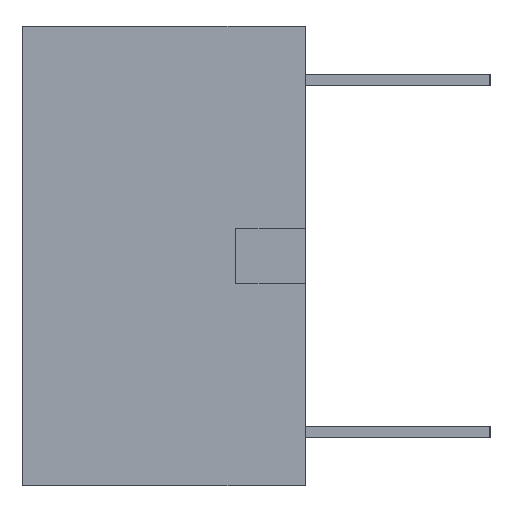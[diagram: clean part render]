
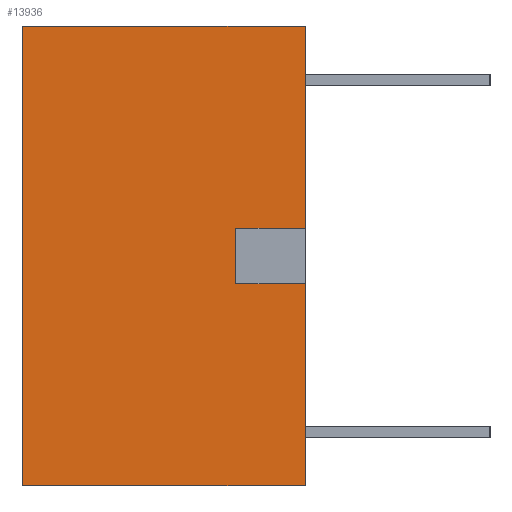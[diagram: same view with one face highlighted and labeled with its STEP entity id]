
A CAD part, left-side view. The second image highlights one B-rep face of the part: STEP entity #13936.
In plain terms, the highlighted planar face has unit normal (-1, 0, 0).
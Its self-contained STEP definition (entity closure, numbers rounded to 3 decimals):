
#3150 = VECTOR ( 'NONE', #19359, 1000. ) ;
#3151 = VECTOR ( 'NONE', #19363, 1000. ) ;
#3152 = VECTOR ( 'NONE', #19366, 1000. ) ;
#3153 = VECTOR ( 'NONE', #19369, 1000. ) ;
#3160 = VECTOR ( 'NONE', #19390, 1000. ) ;
#3166 = VECTOR ( 'NONE', #19408, 1000. ) ;
#3351 = FACE_OUTER_BOUND ( 'NONE', #9633, .T. ) ;
#3354 = AXIS2_PLACEMENT_3D ( 'NONE', #19952, #19953, #19954 ) ;
#7261 = LINE ( 'NONE', #7262, #15823 ) ;
#7262 = CARTESIAN_POINT ( 'NONE',  ( -10.02, 0., 0. ) ) ;
#7263 = DIRECTION ( 'NONE',  ( 0., 0., 1. ) ) ;
#7279 = LINE ( 'NONE', #7280, #15829 ) ;
#7280 = CARTESIAN_POINT ( 'NONE',  ( -10.02, -6.12, 0. ) ) ;
#7281 = DIRECTION ( 'NONE',  ( 0., 0., 1. ) ) ;
#7928 = EDGE_CURVE ( 'NONE', #9333, #9339, #7261, .T. ) ;
#7934 = EDGE_CURVE ( 'NONE', #9334, #9329, #7279, .T. ) ;
#9327 = VERTEX_POINT ( 'NONE', #16810 ) ;
#9328 = VERTEX_POINT ( 'NONE', #16811 ) ;
#9329 = VERTEX_POINT ( 'NONE', #16812 ) ;
#9330 = VERTEX_POINT ( 'NONE', #16813 ) ;
#9333 = VERTEX_POINT ( 'NONE', #16816 ) ;
#9334 = VERTEX_POINT ( 'NONE', #16817 ) ;
#9338 = VERTEX_POINT ( 'NONE', #16821 ) ;
#9339 = VERTEX_POINT ( 'NONE', #16822 ) ;
#9633 = EDGE_LOOP ( 'NONE', ( #15945, #15947, #15946, #15948, #15949, #15950, #15951, #15952 ) ) ;
#13039 = EDGE_CURVE ( 'NONE', #9327, #9338, #19357, .T. ) ;
#13040 = EDGE_CURVE ( 'NONE', #9328, #9327, #19361, .T. ) ;
#13041 = EDGE_CURVE ( 'NONE', #9330, #9329, #19364, .T. ) ;
#13042 = EDGE_CURVE ( 'NONE', #9330, #9328, #19367, .T. ) ;
#13049 = EDGE_CURVE ( 'NONE', #9334, #9333, #19388, .T. ) ;
#13055 = EDGE_CURVE ( 'NONE', #9338, #9339, #19406, .T. ) ;
#13936 = ADVANCED_FACE ( 'NONE', ( #3351 ), #19951, .T. ) ;
#15823 = VECTOR ( 'NONE', #7263, 1000. ) ;
#15829 = VECTOR ( 'NONE', #7281, 1000. ) ;
#15945 = ORIENTED_EDGE ( 'NONE', *, *, #13041, .F. ) ;
#15946 = ORIENTED_EDGE ( 'NONE', *, *, #13040, .T. ) ;
#15947 = ORIENTED_EDGE ( 'NONE', *, *, #13042, .T. ) ;
#15948 = ORIENTED_EDGE ( 'NONE', *, *, #13039, .T. ) ;
#15949 = ORIENTED_EDGE ( 'NONE', *, *, #13055, .T. ) ;
#15950 = ORIENTED_EDGE ( 'NONE', *, *, #7928, .F. ) ;
#15951 = ORIENTED_EDGE ( 'NONE', *, *, #13049, .F. ) ;
#15952 = ORIENTED_EDGE ( 'NONE', *, *, #7934, .T. ) ;
#16810 = CARTESIAN_POINT ( 'NONE',  ( -10.02, -6.12, 0.6 ) ) ;
#16811 = CARTESIAN_POINT ( 'NONE',  ( -10.02, -4.62, 0.6 ) ) ;
#16812 = CARTESIAN_POINT ( 'NONE',  ( -10.02, -6.12, -0.6 ) ) ;
#16813 = CARTESIAN_POINT ( 'NONE',  ( -10.02, -4.62, -0.6 ) ) ;
#16816 = CARTESIAN_POINT ( 'NONE',  ( -10.02, 0., -4.97 ) ) ;
#16817 = CARTESIAN_POINT ( 'NONE',  ( -10.02, -6.12, -4.97 ) ) ;
#16821 = CARTESIAN_POINT ( 'NONE',  ( -10.02, -6.12, 4.97 ) ) ;
#16822 = CARTESIAN_POINT ( 'NONE',  ( -10.02, 0., 4.97 ) ) ;
#19357 = LINE ( 'NONE', #19358, #3150 ) ;
#19358 = CARTESIAN_POINT ( 'NONE',  ( -10.02, -6.12, 0. ) ) ;
#19359 = DIRECTION ( 'NONE',  ( 0., 0., 1. ) ) ;
#19361 = LINE ( 'NONE', #19362, #3151 ) ;
#19362 = CARTESIAN_POINT ( 'NONE',  ( -10.02, -12.281, 0.6 ) ) ;
#19363 = DIRECTION ( 'NONE',  ( 0., -1., 0. ) ) ;
#19364 = LINE ( 'NONE', #19365, #3152 ) ;
#19365 = CARTESIAN_POINT ( 'NONE',  ( -10.02, -12.281, -0.6 ) ) ;
#19366 = DIRECTION ( 'NONE',  ( 0., -1., 0. ) ) ;
#19367 = LINE ( 'NONE', #19368, #3153 ) ;
#19368 = CARTESIAN_POINT ( 'NONE',  ( -10.02, -4.62, 0. ) ) ;
#19369 = DIRECTION ( 'NONE',  ( 0., 0., 1. ) ) ;
#19388 = LINE ( 'NONE', #19389, #3160 ) ;
#19389 = CARTESIAN_POINT ( 'NONE',  ( -10.02, -6.12, -4.97 ) ) ;
#19390 = DIRECTION ( 'NONE',  ( 0., 1., 0. ) ) ;
#19406 = LINE ( 'NONE', #19407, #3166 ) ;
#19407 = CARTESIAN_POINT ( 'NONE',  ( -10.02, -6.12, 4.97 ) ) ;
#19408 = DIRECTION ( 'NONE',  ( 0., 1., 0. ) ) ;
#19951 = PLANE ( 'NONE',  #3354 ) ;
#19952 = CARTESIAN_POINT ( 'NONE',  ( -10.02, -6.12, 0. ) ) ;
#19953 = DIRECTION ( 'NONE',  ( -1., 0., 0. ) ) ;
#19954 = DIRECTION ( 'NONE',  ( 0., 0., 1. ) ) ;
